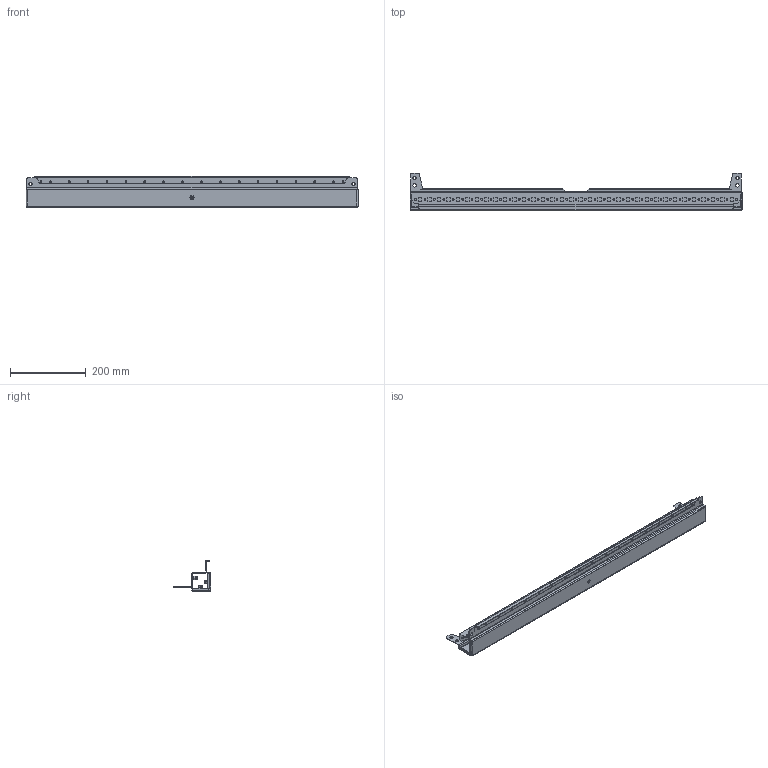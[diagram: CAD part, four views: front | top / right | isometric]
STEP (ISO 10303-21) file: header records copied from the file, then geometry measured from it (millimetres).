
FILE_DESCRIPTION (( 'STEP AP214' ), '1' );
FILE_NAME ('620.100.STEP', '2024-10-30T11:38:48', ( '' ), ( '' ), 'SwSTEP 2.0', 'SolidWorks 2021', '' );
FILE_SCHEMA (( 'AUTOMOTIVE_DESIGN' ));
Length unit declared in the file: millimetre
Products named in the file (4): 620.100; 620.102; Çàêëåïêà ðåçüáîâàÿ Ì6 øåñòèãðàííàÿ ñ óìåíüøåííûì áîðòîì; 620.101
Assembly tree (6 placements, depth 2):
  620.100
    620.101
    620.102
    Çàêëåïêà ðåçüáîâàÿ Ì6 øåñòèãðàííàÿ ñ óìåíüøåííûì áîðòîì  x4
Bounding box: 879 x 100.6 x 82.1 mm (x, y, z)
Volume: 325207.5 mm3; surface area: 445944.7 mm2
Topology: 6 solids, 6 shells, 762 faces, 2088 edges, 1342 vertices
Faces by surface type: plane 474, cylinder 252, cone 24, bspline 12
Entity records: 23456 total; most frequent: CARTESIAN_POINT 4710, ORIENTED_EDGE 3828, DIRECTION 3706, EDGE_CURVE 1914, LINE 1422, VECTOR 1422, VERTEX_POINT 1234, AXIS2_PLACEMENT_3D 1142
